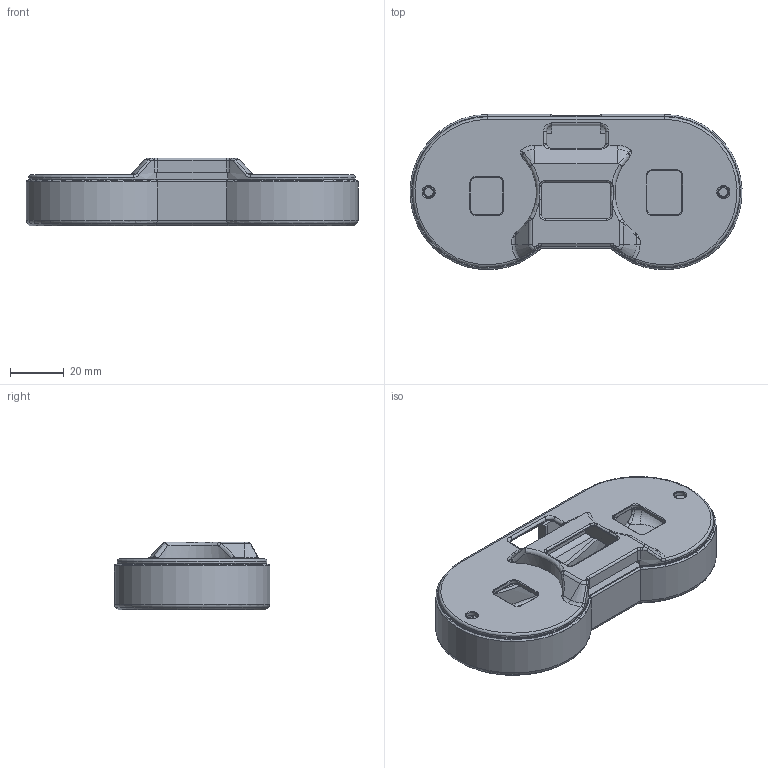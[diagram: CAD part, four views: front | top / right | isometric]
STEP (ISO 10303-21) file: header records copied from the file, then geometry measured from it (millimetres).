
FILE_DESCRIPTION(/* description */ (''),/* implementation_level */ '2;1');
FILE_NAME(/* name */ 'ossm remote 2 v9.step',/* time_stamp */ '2022-02-27T20:07:50-05:00',/* author */ (''),/* organization */ (''),/* preprocessor_version */ 'ST-DEVELOPER v18.1',/* originating_system */ 'Autodesk Translation Framework v10.13.0.1454',/* authorisation */ '');
FILE_SCHEMA (('AUTOMOTIVE_DESIGN { 1 0 10303 214 3 1 1 }'));
Length unit declared in the file: millimetre
Products named in the file (1): ossm remote 2
Bounding box: 123.94 x 57.9 x 25.3 mm (x, y, z)
Volume: 35914.1 mm3; surface area: 34869.2 mm2
Topology: 2 solids, 2 shells, 336 faces, 851 edges, 518 vertices
Faces by surface type: cylinder 125, plane 93, bspline 48, torus 38, cone 32
Full cylindrical faces by diameter (mm): 3.332 x14, 4.109 x3, 4.11 x3, 4.3 x2
Entity records: 14826 total; most frequent: CARTESIAN_POINT 7067, ORIENTED_EDGE 1702, DIRECTION 1505, EDGE_CURVE 851, AXIS2_PLACEMENT_3D 571, VERTEX_POINT 518, LINE 363, VECTOR 363
